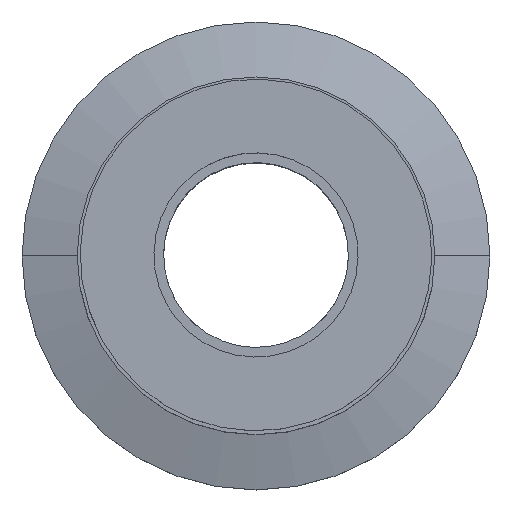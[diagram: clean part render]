
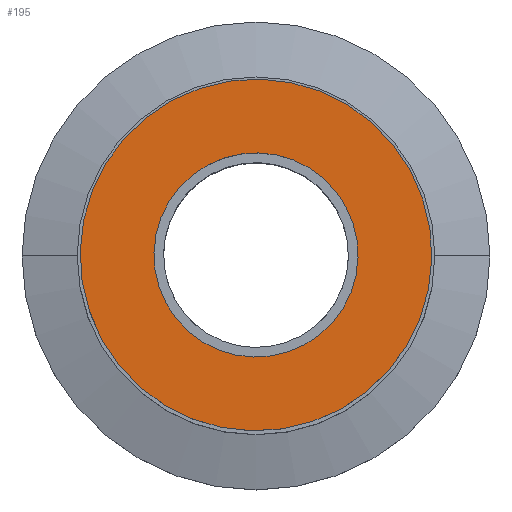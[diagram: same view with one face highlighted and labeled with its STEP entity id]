
A CAD part, top view. The second image highlights one B-rep face of the part: STEP entity #195.
In plain terms, the highlighted face is planar.
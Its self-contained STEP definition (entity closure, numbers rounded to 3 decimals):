
#8 = CARTESIAN_POINT ( 'NONE',  ( 14.986, 0., 0. ) ) ;
#17 = DIRECTION ( 'NONE',  ( 0., 0., -1. ) ) ;
#44 = EDGE_CURVE ( 'NONE', #676, #774, #587, .T. ) ;
#62 = DIRECTION ( 'NONE',  ( -1., 0., 0. ) ) ;
#158 = DIRECTION ( 'NONE',  ( 0., 0., 1. ) ) ;
#172 = CARTESIAN_POINT ( 'NONE',  ( -8.7, 0., 0. ) ) ;
#183 = ORIENTED_EDGE ( 'NONE', *, *, #44, .T. ) ;
#195 = ADVANCED_FACE ( 'NONE', ( #770, #411 ), #1000, .F. ) ;
#263 = DIRECTION ( 'NONE',  ( -1., 0., 0. ) ) ;
#264 = DIRECTION ( 'NONE',  ( -1., 0., 0. ) ) ;
#279 = EDGE_CURVE ( 'NONE', #1016, #998, #1162, .T. ) ;
#317 = AXIS2_PLACEMENT_3D ( 'NONE', #1153, #1137, #1034 ) ;
#350 = CARTESIAN_POINT ( 'NONE',  ( 14.986, 0., 0. ) ) ;
#411 = FACE_OUTER_BOUND ( 'NONE', #1404, .T. ) ;
#482 = EDGE_CURVE ( 'NONE', #998, #1016, #1360, .T. ) ;
#493 = ORIENTED_EDGE ( 'NONE', *, *, #1526, .T. ) ;
#573 = EDGE_LOOP ( 'NONE', ( #941, #1107 ) ) ;
#587 = CIRCLE ( 'NONE', #985, 14.986 ) ;
#676 = VERTEX_POINT ( 'NONE', #350 ) ;
#756 = CARTESIAN_POINT ( 'NONE',  ( -14.986, 0., 0. ) ) ;
#770 = FACE_BOUND ( 'NONE', #573, .T. ) ;
#774 = VERTEX_POINT ( 'NONE', #756 ) ;
#837 = AXIS2_PLACEMENT_3D ( 'NONE', #8, #158, #1349 ) ;
#909 = CARTESIAN_POINT ( 'NONE',  ( 8.7, 0., 0. ) ) ;
#941 = ORIENTED_EDGE ( 'NONE', *, *, #482, .F. ) ;
#983 = CARTESIAN_POINT ( 'NONE',  ( 0., 0., 0. ) ) ;
#985 = AXIS2_PLACEMENT_3D ( 'NONE', #1038, #1159, #62 ) ;
#998 = VERTEX_POINT ( 'NONE', #172 ) ;
#1000 = PLANE ( 'NONE',  #837 ) ;
#1013 = AXIS2_PLACEMENT_3D ( 'NONE', #983, #17, #264 ) ;
#1016 = VERTEX_POINT ( 'NONE', #909 ) ;
#1034 = DIRECTION ( 'NONE',  ( -1., 0., 0. ) ) ;
#1038 = CARTESIAN_POINT ( 'NONE',  ( 0., 0., 0. ) ) ;
#1107 = ORIENTED_EDGE ( 'NONE', *, *, #279, .F. ) ;
#1118 = CARTESIAN_POINT ( 'NONE',  ( 0., 0., 0. ) ) ;
#1137 = DIRECTION ( 'NONE',  ( 0., 0., -1. ) ) ;
#1153 = CARTESIAN_POINT ( 'NONE',  ( 0., 0., 0. ) ) ;
#1159 = DIRECTION ( 'NONE',  ( 0., 0., -1. ) ) ;
#1162 = CIRCLE ( 'NONE', #1285, 8.7 ) ;
#1221 = DIRECTION ( 'NONE',  ( 0., 0., -1. ) ) ;
#1285 = AXIS2_PLACEMENT_3D ( 'NONE', #1118, #1221, #263 ) ;
#1349 = DIRECTION ( 'NONE',  ( 1., 0., 0. ) ) ;
#1360 = CIRCLE ( 'NONE', #317, 8.7 ) ;
#1382 = CIRCLE ( 'NONE', #1013, 14.986 ) ;
#1404 = EDGE_LOOP ( 'NONE', ( #493, #183 ) ) ;
#1526 = EDGE_CURVE ( 'NONE', #774, #676, #1382, .T. ) ;
